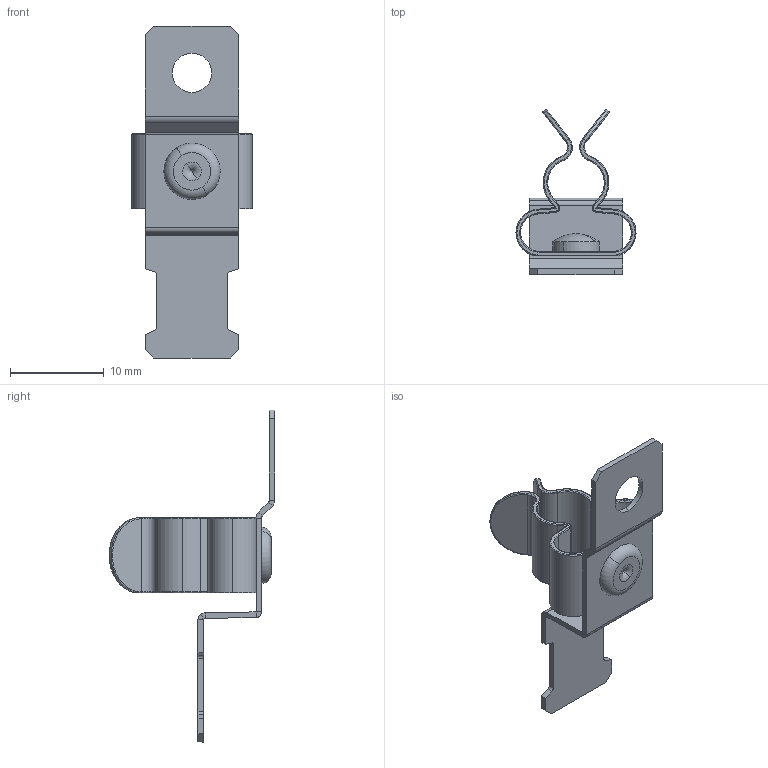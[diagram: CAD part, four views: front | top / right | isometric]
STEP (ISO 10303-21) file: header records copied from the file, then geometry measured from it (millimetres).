
FILE_DESCRIPTION (( 'STEP AP214' ), '1' );
FILE_NAME ('1022-222.STEP', '2024-03-14T08:44:59', ( '' ), ( '' ), 'SwSTEP 2.0', 'SolidWorks 2022', '' );
FILE_SCHEMA (( 'AUTOMOTIVE_DESIGN' ));
Length unit declared in the file: millimetre
Products named in the file (4): 1022-222; 1010-002.; 1022-064.; 3x1,5_1mm Blechstärke
Assembly tree (3 placements, depth 2):
  1022-222
    1022-064.
    3x1,5_1mm Blechstärke
    1010-002.
Bounding box: 12.8 x 17.66 x 35.4 mm (x, y, z)
Volume: 481.1 mm3; surface area: 1817.8 mm2
Topology: 3 solids, 3 shells, 285 faces, 699 edges, 431 vertices
Faces by surface type: plane 132, cylinder 76, bspline 71, torus 4, sphere 2
Entity records: 10673 total; most frequent: CARTESIAN_POINT 4166, ORIENTED_EDGE 1394, DIRECTION 1221, EDGE_CURVE 697, VERTEX_POINT 431, VECTOR 411, LINE 411, AXIS2_PLACEMENT_3D 405
